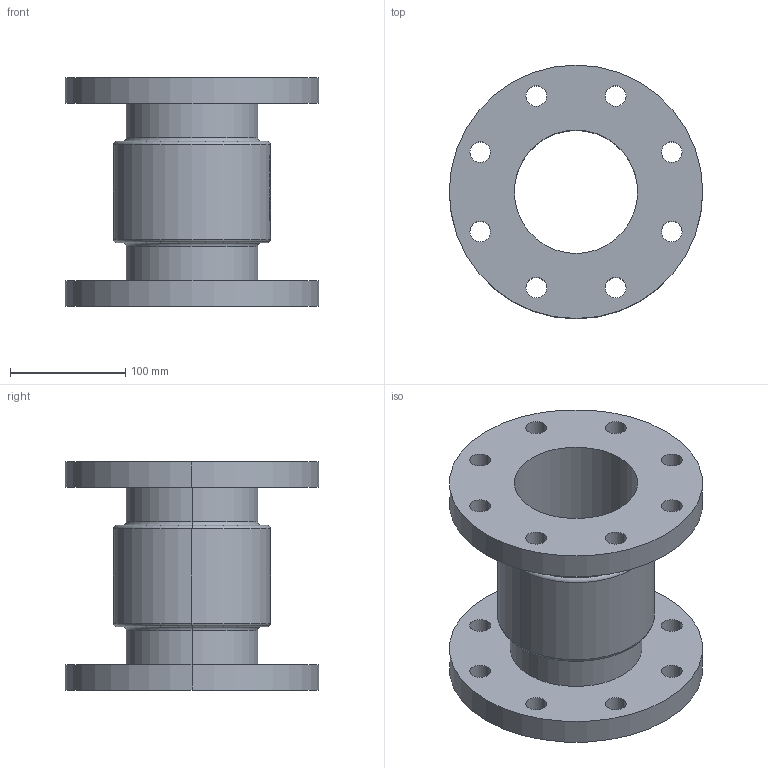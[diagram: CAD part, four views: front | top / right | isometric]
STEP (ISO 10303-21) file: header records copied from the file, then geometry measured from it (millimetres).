
FILE_DESCRIPTION (( 'STEP AP214' ), '1' );
FILE_NAME ('7120000_DN100_PN10_51420240.STEP', '2022-02-17T10:35:58', ( 'axxx' ), ( 'Hewlett-Packard Company' ), 'SwSTEP 2.0', 'SolidWorks 2019', '' );
FILE_SCHEMA (( 'AUTOMOTIVE_DESIGN' ));
Length unit declared in the file: millimetre
Products named in the file (1): 7120000_DN100_PN10_51420240
Bounding box: 220 x 220 x 198 mm (x, y, z)
Volume: 1759370.3 mm3; surface area: 293447.2 mm2
Topology: 1 solids, 1 shells, 541 faces, 1456 edges, 968 vertices
Faces by surface type: plane 247, bspline 209, cylinder 77, torus 8
Entity records: 29616 total; most frequent: CARTESIAN_POINT 17404, ORIENTED_EDGE 2912, DIRECTION 1805, EDGE_CURVE 1456, VERTEX_POINT 968, VECTOR 773, LINE 773, EDGE_LOOP 626
